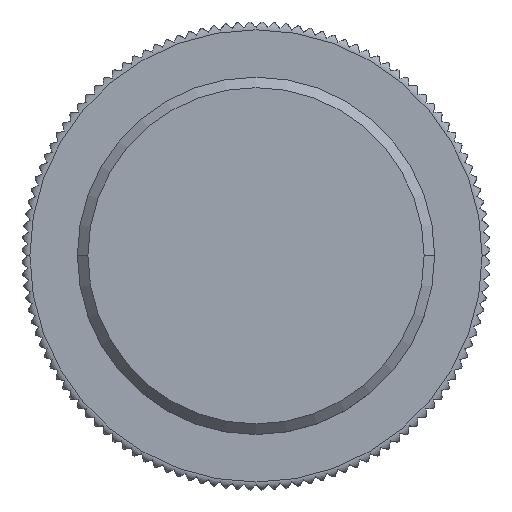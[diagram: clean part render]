
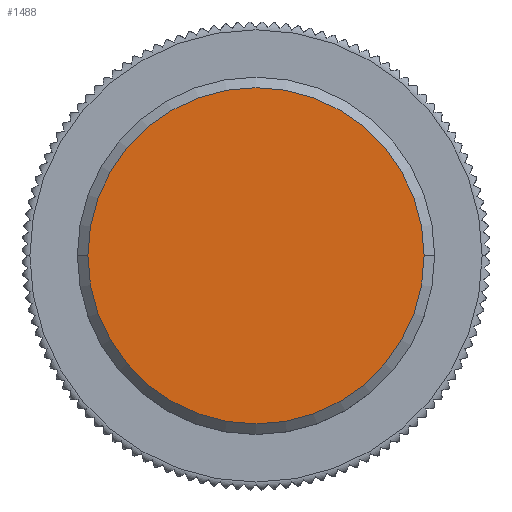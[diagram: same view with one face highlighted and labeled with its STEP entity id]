
A CAD part, top view. The second image highlights one B-rep face of the part: STEP entity #1488.
In plain terms, the highlighted planar face has unit normal (0, 0, 1).
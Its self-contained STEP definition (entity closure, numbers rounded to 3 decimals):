
#1488 = ADVANCED_FACE ( 'NONE', ( #19559 ), #19260, .T. ) ;
#1525 = EDGE_CURVE ( 'NONE', #5069, #22371, #4166, .T. ) ;
#2265 = AXIS2_PLACEMENT_3D ( 'NONE', #12485, #21477, #3784 ) ;
#3784 = DIRECTION ( 'NONE',  ( 1., 0., 0. ) ) ;
#4166 = CIRCLE ( 'NONE', #2265, 6.395 ) ;
#5069 = VERTEX_POINT ( 'NONE', #17756 ) ;
#5299 = AXIS2_PLACEMENT_3D ( 'NONE', #6821, #6673, #10641 ) ;
#5718 = DIRECTION ( 'NONE',  ( 1., 0., 0. ) ) ;
#5766 = CIRCLE ( 'NONE', #5299, 6.395 ) ;
#6673 = DIRECTION ( 'NONE',  ( 0., 0., 1. ) ) ;
#6821 = CARTESIAN_POINT ( 'NONE',  ( 0., 0., 5.3 ) ) ;
#10641 = DIRECTION ( 'NONE',  ( 1., 0., 0. ) ) ;
#12485 = CARTESIAN_POINT ( 'NONE',  ( 0., 0., 5.3 ) ) ;
#15189 = EDGE_CURVE ( 'NONE', #22371, #5069, #5766, .T. ) ;
#15962 = EDGE_LOOP ( 'NONE', ( #18655, #20728 ) ) ;
#17051 = CARTESIAN_POINT ( 'NONE',  ( -6.795, 0., 5.3 ) ) ;
#17170 = CARTESIAN_POINT ( 'NONE',  ( -6.395, 0., 5.3 ) ) ;
#17335 = DIRECTION ( 'NONE',  ( 0., 0., 1. ) ) ;
#17756 = CARTESIAN_POINT ( 'NONE',  ( 6.395, 0., 5.3 ) ) ;
#18655 = ORIENTED_EDGE ( 'NONE', *, *, #15189, .T. ) ;
#19260 = PLANE ( 'NONE',  #20184 ) ;
#19559 = FACE_OUTER_BOUND ( 'NONE', #15962, .T. ) ;
#20184 = AXIS2_PLACEMENT_3D ( 'NONE', #17051, #17335, #5718 ) ;
#20728 = ORIENTED_EDGE ( 'NONE', *, *, #1525, .T. ) ;
#21477 = DIRECTION ( 'NONE',  ( 0., 0., 1. ) ) ;
#22371 = VERTEX_POINT ( 'NONE', #17170 ) ;
